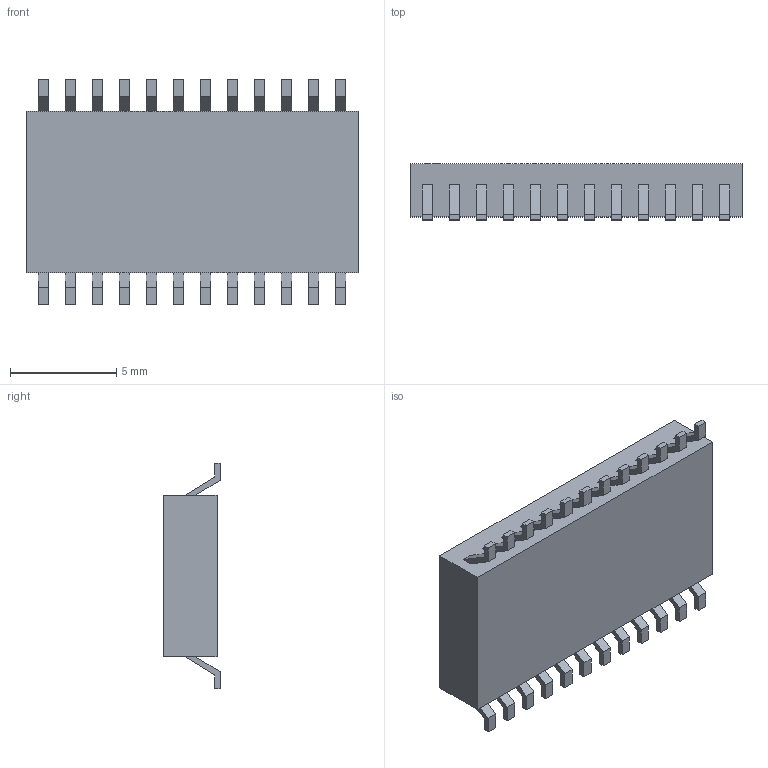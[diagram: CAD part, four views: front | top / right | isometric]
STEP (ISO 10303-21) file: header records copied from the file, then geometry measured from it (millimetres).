
FILE_DESCRIPTION (( 'STEP AP214' ), '1' );
FILE_NAME ('User Library-SO24.STEP', '2012-03-28T19:29:31', ( 'sysAdmin' ), ( 'SolidWorks' ), 'SwSTEP 2.0', 'SolidWorks 2012', '' );
FILE_SCHEMA (( 'AUTOMOTIVE_DESIGN' ));
Length unit declared in the file: millimetre
Products named in the file (4): User Library-SO24; User Library-SO24_Fuss_SO24___ _________; User Library-SO24_Assy_Fuss_SO24___ _________; User Library-SO24_Part_SO24___ _________
Assembly tree (45 placements, depth 3):
  User Library-SO24
    User Library-SO24_Part_SO24___ _________
    User Library-SO24_Assy_Fuss_SO24___ _________  x2
      User Library-SO24_Fuss_SO24___ _________
Bounding box: 15.6 x 2.65 x 10.6 mm (x, y, z)
Volume: 319.6 mm3; surface area: 659.2 mm2
Topology: 85 solids, 85 shells, 681 faces, 1530 edges, 1020 vertices
Faces by surface type: plane 679, cylinder 2
Entity records: 1113 total; most frequent: DIRECTION 172, CARTESIAN_POINT 126, ORIENTED_EDGE 72, AXIS2_PLACEMENT_3D 70, PRODUCT_DEFINITION_SHAPE 49, ITEM_DEFINED_TRANSFORMATION 45, CONTEXT_DEPENDENT_SHAPE_REPRESENTATION 45, NEXT_ASSEMBLY_USAGE_OCCURRENCE 45
